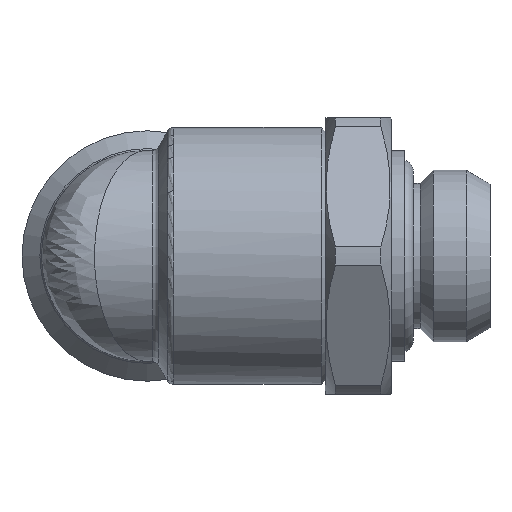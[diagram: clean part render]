
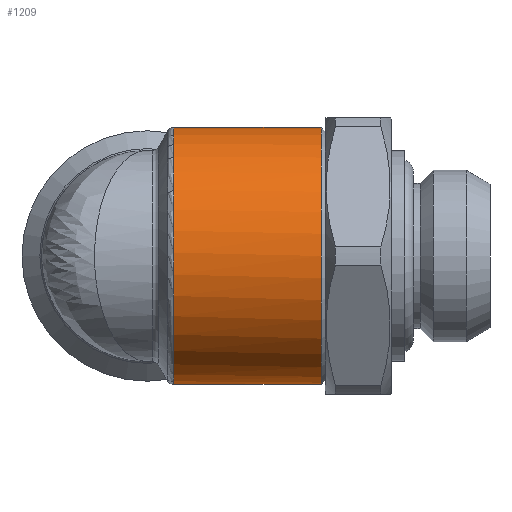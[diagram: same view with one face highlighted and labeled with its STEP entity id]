
A CAD part, left-side view. The second image highlights one B-rep face of the part: STEP entity #1209.
In plain terms, the highlighted cylindrical face has radius 9.75 mm (diameter 19.5 mm), a full revolution.
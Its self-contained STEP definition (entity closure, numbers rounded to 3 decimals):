
#54=B_SPLINE_CURVE_WITH_KNOTS('',3,(#2060,#2061,#2062,#2063,#2064,#2065,
#2066,#2067,#2068,#2069,#2070,#2071,#2072,#2073,#2074,#2075,#2076,#2077,
#2078,#2079,#2080,#2081,#2082,#2083,#2084,#2085,#2086),.UNSPECIFIED.,.F.,
 .F.,(4,1,1,1,1,1,1,1,1,1,1,1,1,1,1,1,1,1,1,1,1,1,1,1,4),(0.,0.063,0.094,
0.125,0.188,0.25,0.313,0.344,0.375,0.406,0.438,0.5,0.563,0.594,
0.625,0.656,0.688,0.75,0.813,0.875,0.906,0.938,0.969,0.984,
1.),.UNSPECIFIED.);
#98=CYLINDRICAL_SURFACE('',#1307,9.75);
#191=ORIENTED_EDGE('',*,*,#375,.F.);
#192=ORIENTED_EDGE('',*,*,#376,.T.);
#193=ORIENTED_EDGE('',*,*,#377,.F.);
#375=EDGE_CURVE('',#465,#465,#530,.T.);
#376=EDGE_CURVE('',#457,#435,#54,.T.);
#377=EDGE_CURVE('',#457,#435,#531,.T.);
#435=VERTEX_POINT('',#1682);
#457=VERTEX_POINT('',#1836);
#465=VERTEX_POINT('',#2059);
#530=CIRCLE('',#1308,9.75);
#531=CIRCLE('',#1309,9.75);
#592=EDGE_LOOP('',(#191));
#593=EDGE_LOOP('',(#192,#193));
#687=FACE_BOUND('',#592,.T.);
#688=FACE_BOUND('',#593,.T.);
#1209=ADVANCED_FACE('',(#687,#688),#98,.T.);
#1307=AXIS2_PLACEMENT_3D('',#2057,#1479,#1480);
#1308=AXIS2_PLACEMENT_3D('',#2058,#1481,#1482);
#1309=AXIS2_PLACEMENT_3D('',#2087,#1483,#1484);
#1479=DIRECTION('',(0.,-1.,0.));
#1480=DIRECTION('',(0.,0.,1.));
#1481=DIRECTION('',(0.,-1.,0.));
#1482=DIRECTION('',(0.,0.,1.));
#1483=DIRECTION('',(0.,1.,0.));
#1484=DIRECTION('',(0.,0.,1.));
#1682=CARTESIAN_POINT('',(5.771,-2.,7.858));
#1836=CARTESIAN_POINT('',(5.771,-2.,-7.858));
#2057=CARTESIAN_POINT('',(0.,3.024,0.));
#2058=CARTESIAN_POINT('',(0.,-13.2,0.));
#2059=CARTESIAN_POINT('',(0.,-13.2,9.75));
#2060=CARTESIAN_POINT('',(5.771,-2.,-7.858));
#2061=CARTESIAN_POINT('',(5.922,-2.464,-7.748));
#2062=CARTESIAN_POINT('',(6.192,-3.13,-7.539));
#2063=CARTESIAN_POINT('',(6.588,-3.904,-7.192));
#2064=CARTESIAN_POINT('',(7.048,-4.716,-6.751));
#2065=CARTESIAN_POINT('',(7.605,-5.595,-6.131));
#2066=CARTESIAN_POINT('',(8.265,-6.542,-5.22));
#2067=CARTESIAN_POINT('',(8.786,-7.25,-4.267));
#2068=CARTESIAN_POINT('',(9.12,-7.689,-3.467));
#2069=CARTESIAN_POINT('',(9.328,-7.959,-2.867));
#2070=CARTESIAN_POINT('',(9.52,-8.207,-2.148));
#2071=CARTESIAN_POINT('',(9.695,-8.431,-1.209));
#2072=CARTESIAN_POINT('',(9.787,-8.546,0.));
#2073=CARTESIAN_POINT('',(9.695,-8.431,1.208));
#2074=CARTESIAN_POINT('',(9.52,-8.207,2.148));
#2075=CARTESIAN_POINT('',(9.328,-7.959,2.867));
#2076=CARTESIAN_POINT('',(9.12,-7.69,3.467));
#2077=CARTESIAN_POINT('',(8.786,-7.25,4.267));
#2078=CARTESIAN_POINT('',(8.265,-6.542,5.22));
#2079=CARTESIAN_POINT('',(7.605,-5.594,6.131));
#2080=CARTESIAN_POINT('',(7.049,-4.719,6.75));
#2081=CARTESIAN_POINT('',(6.586,-3.9,7.194));
#2082=CARTESIAN_POINT('',(6.298,-3.338,7.447));
#2083=CARTESIAN_POINT('',(6.038,-2.751,7.656));
#2084=CARTESIAN_POINT('',(5.907,-2.399,7.757));
#2085=CARTESIAN_POINT('',(5.818,-2.14,7.824));
#2086=CARTESIAN_POINT('',(5.771,-2.,7.858));
#2087=CARTESIAN_POINT('',(0.,-2.,0.));
